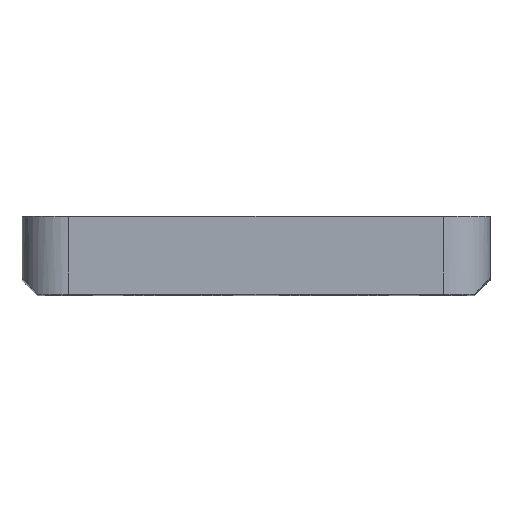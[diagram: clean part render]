
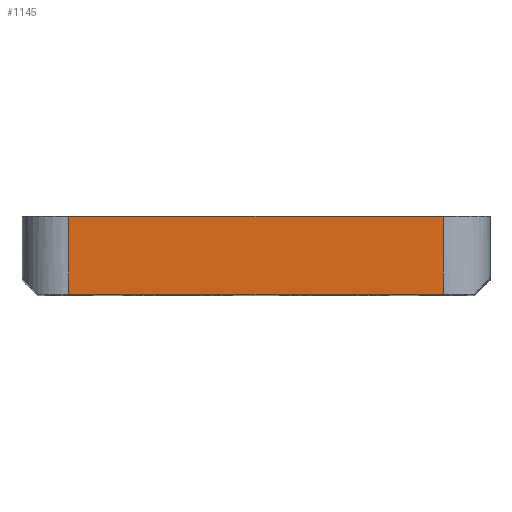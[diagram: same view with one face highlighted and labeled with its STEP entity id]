
A CAD part, top view. The second image highlights one B-rep face of the part: STEP entity #1145.
In plain terms, the highlighted planar face has unit normal (0, 0, 1).
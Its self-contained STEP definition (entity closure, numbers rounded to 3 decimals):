
#32 = PLANE('',#33);
#33 = AXIS2_PLACEMENT_3D('',#34,#35,#36);
#34 = CARTESIAN_POINT('',(0.,-5.,2.293));
#35 = DIRECTION('',(0.,1.,0.));
#36 = DIRECTION('',(0.,0.,1.));
#186 = EDGE_CURVE('',#187,#189,#191,.T.);
#187 = VERTEX_POINT('',#188);
#188 = CARTESIAN_POINT('',(-12.,-5.,30.));
#189 = VERTEX_POINT('',#190);
#190 = CARTESIAN_POINT('',(12.,-5.,30.));
#191 = SURFACE_CURVE('',#192,(#196,#203),.PCURVE_S1.);
#192 = LINE('',#193,#194);
#193 = CARTESIAN_POINT('',(-15.,-5.,30.));
#194 = VECTOR('',#195,1.);
#195 = DIRECTION('',(1.,0.,0.));
#196 = PCURVE('',#32,#197);
#197 = DEFINITIONAL_REPRESENTATION('',(#198),#202);
#198 = LINE('',#199,#200);
#199 = CARTESIAN_POINT('',(27.707,-15.));
#200 = VECTOR('',#201,1.);
#201 = DIRECTION('',(0.,1.));
#202 = ( GEOMETRIC_REPRESENTATION_CONTEXT(2) 
PARAMETRIC_REPRESENTATION_CONTEXT() REPRESENTATION_CONTEXT('2D SPACE',''
  ) );
#203 = PCURVE('',#204,#209);
#204 = PLANE('',#205);
#205 = AXIS2_PLACEMENT_3D('',#206,#207,#208);
#206 = CARTESIAN_POINT('',(-15.,0.,30.));
#207 = DIRECTION('',(0.,0.,1.));
#208 = DIRECTION('',(1.,0.,0.));
#209 = DEFINITIONAL_REPRESENTATION('',(#210),#214);
#210 = LINE('',#211,#212);
#211 = CARTESIAN_POINT('',(0.,-5.));
#212 = VECTOR('',#213,1.);
#213 = DIRECTION('',(1.,0.));
#214 = ( GEOMETRIC_REPRESENTATION_CONTEXT(2) 
PARAMETRIC_REPRESENTATION_CONTEXT() REPRESENTATION_CONTEXT('2D SPACE',''
  ) );
#233 = CYLINDRICAL_SURFACE('',#234,3.);
#234 = AXIS2_PLACEMENT_3D('',#235,#236,#237);
#235 = CARTESIAN_POINT('',(12.,0.,27.));
#236 = DIRECTION('',(0.,-1.,0.));
#237 = DIRECTION('',(0.,0.,1.));
#347 = CYLINDRICAL_SURFACE('',#348,3.);
#348 = AXIS2_PLACEMENT_3D('',#349,#350,#351);
#349 = CARTESIAN_POINT('',(-12.,0.,27.));
#350 = DIRECTION('',(0.,-1.,0.));
#351 = DIRECTION('',(0.,0.,1.));
#890 = PLANE('',#891);
#891 = AXIS2_PLACEMENT_3D('',#892,#893,#894);
#892 = CARTESIAN_POINT('',(0.,0.,2.293));
#893 = DIRECTION('',(0.,1.,0.));
#894 = DIRECTION('',(0.,0.,1.));
#1145 = ADVANCED_FACE('',(#1146),#204,.T.);
#1146 = FACE_BOUND('',#1147,.T.);
#1147 = EDGE_LOOP('',(#1148,#1173,#1193,#1194));
#1148 = ORIENTED_EDGE('',*,*,#1149,.F.);
#1149 = EDGE_CURVE('',#1150,#1152,#1154,.T.);
#1150 = VERTEX_POINT('',#1151);
#1151 = CARTESIAN_POINT('',(-12.,0.,30.));
#1152 = VERTEX_POINT('',#1153);
#1153 = CARTESIAN_POINT('',(12.,0.,30.));
#1154 = SURFACE_CURVE('',#1155,(#1159,#1166),.PCURVE_S1.);
#1155 = LINE('',#1156,#1157);
#1156 = CARTESIAN_POINT('',(-15.,0.,30.));
#1157 = VECTOR('',#1158,1.);
#1158 = DIRECTION('',(1.,0.,0.));
#1159 = PCURVE('',#204,#1160);
#1160 = DEFINITIONAL_REPRESENTATION('',(#1161),#1165);
#1161 = LINE('',#1162,#1163);
#1162 = CARTESIAN_POINT('',(0.,0.));
#1163 = VECTOR('',#1164,1.);
#1164 = DIRECTION('',(1.,0.));
#1165 = ( GEOMETRIC_REPRESENTATION_CONTEXT(2) 
PARAMETRIC_REPRESENTATION_CONTEXT() REPRESENTATION_CONTEXT('2D SPACE',''
  ) );
#1166 = PCURVE('',#890,#1167);
#1167 = DEFINITIONAL_REPRESENTATION('',(#1168),#1172);
#1168 = LINE('',#1169,#1170);
#1169 = CARTESIAN_POINT('',(27.707,-15.));
#1170 = VECTOR('',#1171,1.);
#1171 = DIRECTION('',(0.,1.));
#1172 = ( GEOMETRIC_REPRESENTATION_CONTEXT(2) 
PARAMETRIC_REPRESENTATION_CONTEXT() REPRESENTATION_CONTEXT('2D SPACE',''
  ) );
#1173 = ORIENTED_EDGE('',*,*,#1174,.T.);
#1174 = EDGE_CURVE('',#1150,#187,#1175,.T.);
#1175 = SURFACE_CURVE('',#1176,(#1180,#1187),.PCURVE_S1.);
#1176 = LINE('',#1177,#1178);
#1177 = CARTESIAN_POINT('',(-12.,0.,30.));
#1178 = VECTOR('',#1179,1.);
#1179 = DIRECTION('',(0.,-1.,0.));
#1180 = PCURVE('',#204,#1181);
#1181 = DEFINITIONAL_REPRESENTATION('',(#1182),#1186);
#1182 = LINE('',#1183,#1184);
#1183 = CARTESIAN_POINT('',(3.,0.));
#1184 = VECTOR('',#1185,1.);
#1185 = DIRECTION('',(0.,-1.));
#1186 = ( GEOMETRIC_REPRESENTATION_CONTEXT(2) 
PARAMETRIC_REPRESENTATION_CONTEXT() REPRESENTATION_CONTEXT('2D SPACE',''
  ) );
#1187 = PCURVE('',#347,#1188);
#1188 = DEFINITIONAL_REPRESENTATION('',(#1189),#1192);
#1189 = B_SPLINE_CURVE_WITH_KNOTS('',1,(#1190,#1191),.UNSPECIFIED.,.F.,
  .F.,(2,2),(0.,5.),.PIECEWISE_BEZIER_KNOTS.);
#1190 = CARTESIAN_POINT('',(0.,0.));
#1191 = CARTESIAN_POINT('',(0.,5.));
#1192 = ( GEOMETRIC_REPRESENTATION_CONTEXT(2) 
PARAMETRIC_REPRESENTATION_CONTEXT() REPRESENTATION_CONTEXT('2D SPACE',''
  ) );
#1193 = ORIENTED_EDGE('',*,*,#186,.T.);
#1194 = ORIENTED_EDGE('',*,*,#1195,.F.);
#1195 = EDGE_CURVE('',#1152,#189,#1196,.T.);
#1196 = SURFACE_CURVE('',#1197,(#1201,#1208),.PCURVE_S1.);
#1197 = LINE('',#1198,#1199);
#1198 = CARTESIAN_POINT('',(12.,0.,30.));
#1199 = VECTOR('',#1200,1.);
#1200 = DIRECTION('',(0.,-1.,0.));
#1201 = PCURVE('',#204,#1202);
#1202 = DEFINITIONAL_REPRESENTATION('',(#1203),#1207);
#1203 = LINE('',#1204,#1205);
#1204 = CARTESIAN_POINT('',(27.,0.));
#1205 = VECTOR('',#1206,1.);
#1206 = DIRECTION('',(0.,-1.));
#1207 = ( GEOMETRIC_REPRESENTATION_CONTEXT(2) 
PARAMETRIC_REPRESENTATION_CONTEXT() REPRESENTATION_CONTEXT('2D SPACE',''
  ) );
#1208 = PCURVE('',#233,#1209);
#1209 = DEFINITIONAL_REPRESENTATION('',(#1210),#1213);
#1210 = B_SPLINE_CURVE_WITH_KNOTS('',1,(#1211,#1212),.UNSPECIFIED.,.F.,
  .F.,(2,2),(0.,5.),.PIECEWISE_BEZIER_KNOTS.);
#1211 = CARTESIAN_POINT('',(0.,0.));
#1212 = CARTESIAN_POINT('',(0.,5.));
#1213 = ( GEOMETRIC_REPRESENTATION_CONTEXT(2) 
PARAMETRIC_REPRESENTATION_CONTEXT() REPRESENTATION_CONTEXT('2D SPACE',''
  ) );
